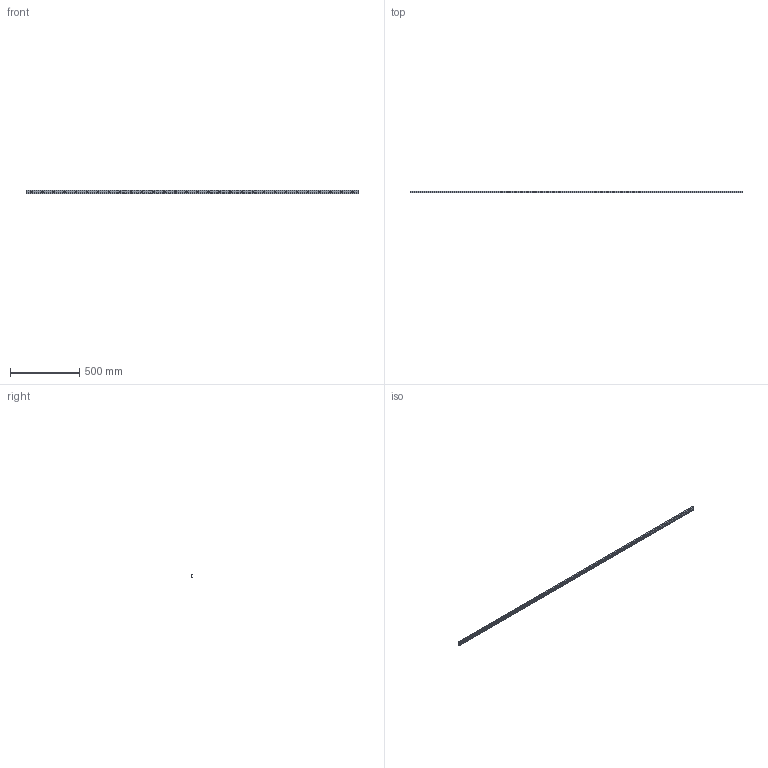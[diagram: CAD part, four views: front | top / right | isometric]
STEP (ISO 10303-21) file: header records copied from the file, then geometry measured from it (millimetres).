
FILE_DESCRIPTION((''),'2;1');
FILE_NAME('LCX 28H-2400.C.stp','2016-04-28T08:32:18',('MRathmann'),(''),'Autodesk Inventor 2012','Autodesk Inventor 2012','');
FILE_SCHEMA(('CONFIG_CONTROL_DESIGN'));
Length unit declared in the file: millimetre
Products named in the file (1): LCX 28H-2400.C
Bounding box: 2400 x 12.3 x 28 mm (x, y, z)
Volume: 388056.4 mm3; surface area: 232634.8 mm2
Topology: 1 solids, 1 shells, 114 faces, 276 edges, 194 vertices
Faces by surface type: cylinder 71, plane 43
Full cylindrical faces by diameter (mm): 6.4 x30, 11 x30
Entity records: 3018 total; most frequent: DIRECTION 558, CARTESIAN_POINT 465, ORIENTED_EDGE 372, EDGE_LOOP 264, AXIS2_PLACEMENT_3D 257, EDGE_CURVE 186, VERTEX_POINT 164, FACE_BOUND 150
